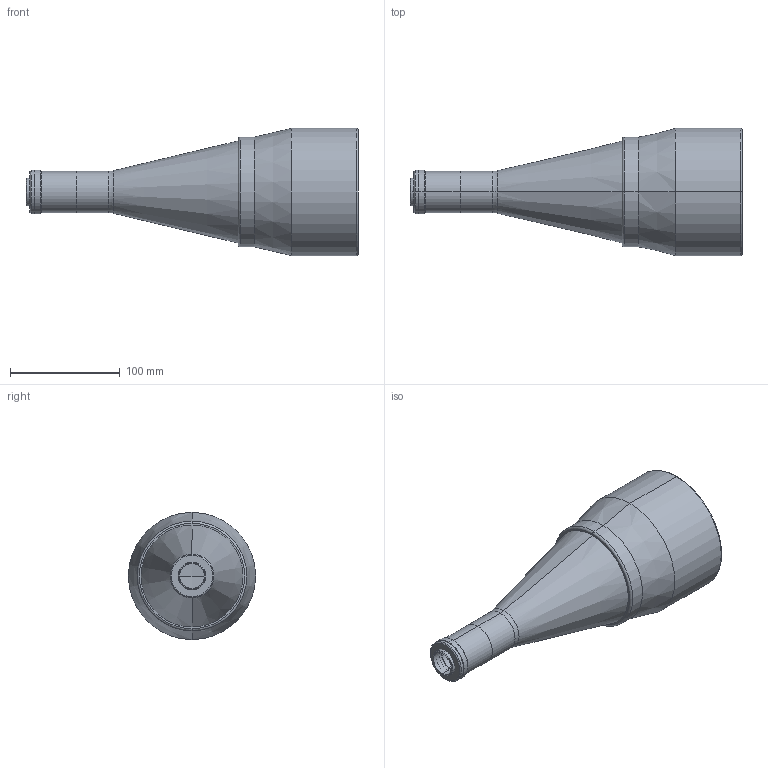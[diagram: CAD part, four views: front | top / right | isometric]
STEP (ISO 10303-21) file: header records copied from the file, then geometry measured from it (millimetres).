
FILE_DESCRIPTION (( 'STEP AP203' ), '1' );
FILE_NAME ('TC23072.STEP', '2009-08-06T12:50:34', ( 'Opto Engineering Srl' ), ( 'Opto Engineering Srl' ), 'SwSTEP 2.0', 'SolidWorks 2005037', '' );
FILE_SCHEMA (( 'CONFIG_CONTROL_DESIGN' ));
Length unit declared in the file: millimetre
Products named in the file (1): TC23072
Bounding box: 302.8 x 116 x 116 mm (x, y, z)
Surface area: 101402.8 mm2 (no closed solid volume)
Topology: 0 solids, 10 shells, 62 faces, 158 edges, 109 vertices
Faces by surface type: cylinder 26, cone 12, plane 12, torus 6, bspline 4, sphere 2
Entity records: 2064 total; most frequent: CARTESIAN_POINT 402, DIRECTION 388, ORIENTED_EDGE 264, AXIS2_PLACEMENT_3D 175, EDGE_CURVE 158, CIRCLE 116, VERTEX_POINT 109, EDGE_LOOP 83
